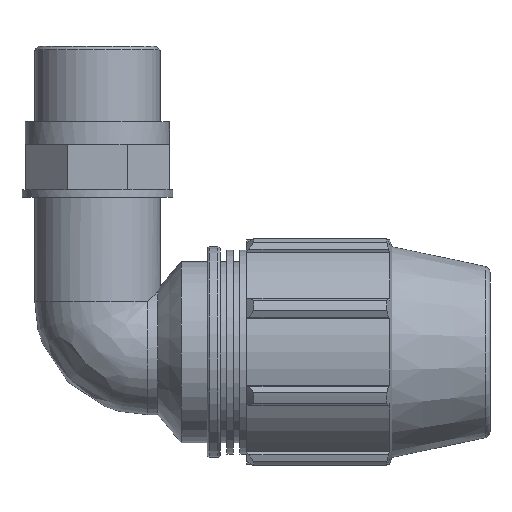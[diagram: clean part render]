
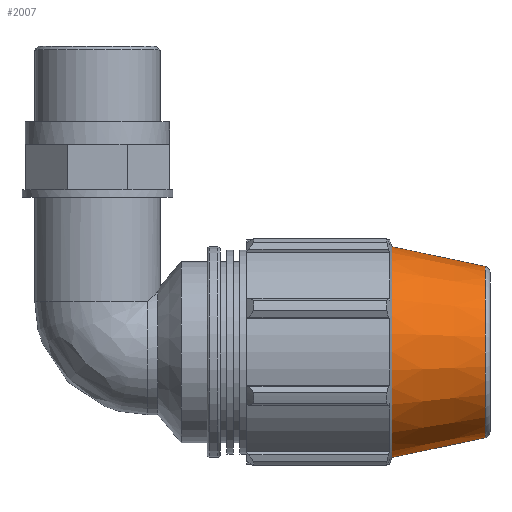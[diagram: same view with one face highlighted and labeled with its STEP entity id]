
A CAD part, top view. The second image highlights one B-rep face of the part: STEP entity #2007.
In plain terms, the highlighted conical face has half-angle 12 degrees and reference radius 25.163 mm.
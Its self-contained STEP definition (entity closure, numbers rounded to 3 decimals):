
#58=CONICAL_SURFACE('',#2219,25.163,12.);
#77=FACE_BOUND('',#377,.T.);
#237=FACE_OUTER_BOUND('',#376,.T.);
#376=EDGE_LOOP('',(#1762));
#377=EDGE_LOOP('',(#1763));
#782=CIRCLE('',#2174,27.926);
#789=CIRCLE('',#2217,22.669);
#971=VERTEX_POINT('',#3417);
#978=VERTEX_POINT('',#3488);
#1227=EDGE_CURVE('',#971,#971,#782,.T.);
#1255=EDGE_CURVE('',#978,#978,#789,.T.);
#1762=ORIENTED_EDGE('',*,*,#1227,.T.);
#1763=ORIENTED_EDGE('',*,*,#1255,.F.);
#2007=ADVANCED_FACE('',(#237,#77),#58,.T.);
#2174=AXIS2_PLACEMENT_3D('',#3418,#2667,#2668);
#2217=AXIS2_PLACEMENT_3D('',#3489,#2774,#2775);
#2219=AXIS2_PLACEMENT_3D('',#3492,#2778,#2779);
#2667=DIRECTION('center_axis',(1.,0.,0.));
#2668=DIRECTION('ref_axis',(0.,0.,-1.));
#2774=DIRECTION('center_axis',(1.,0.,0.));
#2775=DIRECTION('ref_axis',(0.,-1.,0.));
#2778=DIRECTION('center_axis',(-1.,0.,0.));
#2779=DIRECTION('ref_axis',(0.,1.,0.));
#3417=CARTESIAN_POINT('',(78.,27.926,0.));
#3418=CARTESIAN_POINT('Origin',(78.,0.,0.));
#3488=CARTESIAN_POINT('',(102.733,22.669,0.));
#3489=CARTESIAN_POINT('Origin',(102.733,0.,0.));
#3492=CARTESIAN_POINT('Origin',(91.,0.,0.));
